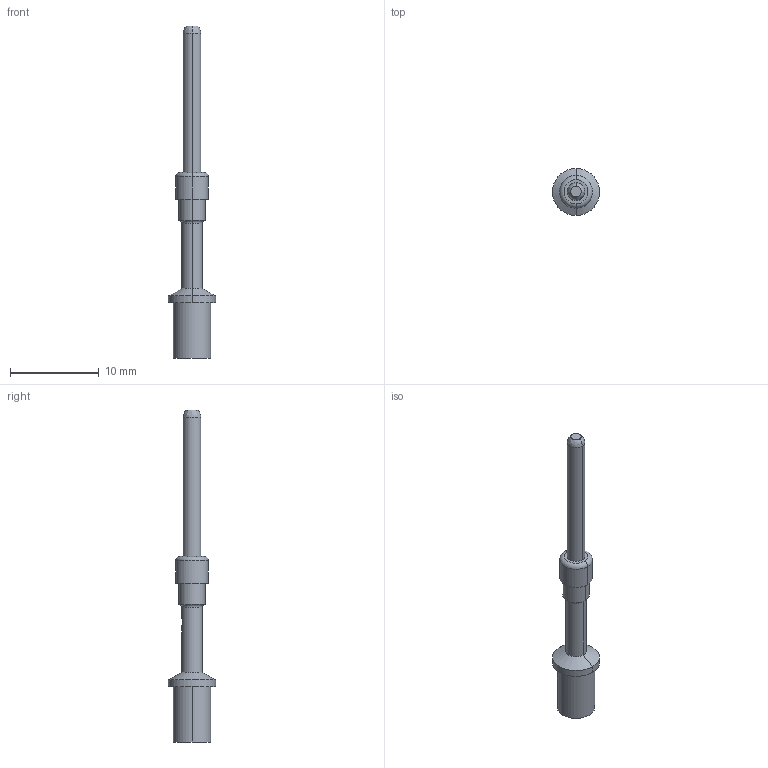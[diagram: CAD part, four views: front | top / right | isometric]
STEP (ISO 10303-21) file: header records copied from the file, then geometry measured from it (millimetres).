
FILE_DESCRIPTION((''),'2;1');
FILE_NAME('SM-20KP006_1605738','2013-10-23T',('vbengel'),(''),'PRO/ENGINEER BY PARAMETRIC TECHNOLOGY CORPORATION, 2012480','PRO/ENGINEER BY PARAMETRIC TECHNOLOGY CORPORATION, 2012480','');
FILE_SCHEMA(('AUTOMOTIVE_DESIGN { 1 0 10303 214 1 1 1 1 }'));
Length unit declared in the file: millimetre
Products named in the file (1): SM-20KP006_1605738
Bounding box: 5.3 x 5.3 x 37.4 mm (x, y, z)
Volume: 172.5 mm3; surface area: 465.5 mm2
Topology: 1 solids, 1 shells, 42 faces, 92 edges, 53 vertices
Faces by surface type: cylinder 18, cone 8, plane 6, torus 6, bspline 4
Entity records: 1375 total; most frequent: CARTESIAN_POINT 295, DIRECTION 212, ORIENTED_EDGE 180, AXIS2_PLACEMENT_3D 92, EDGE_CURVE 90, CIRCLE 54, VERTEX_POINT 53, EDGE_LOOP 47
